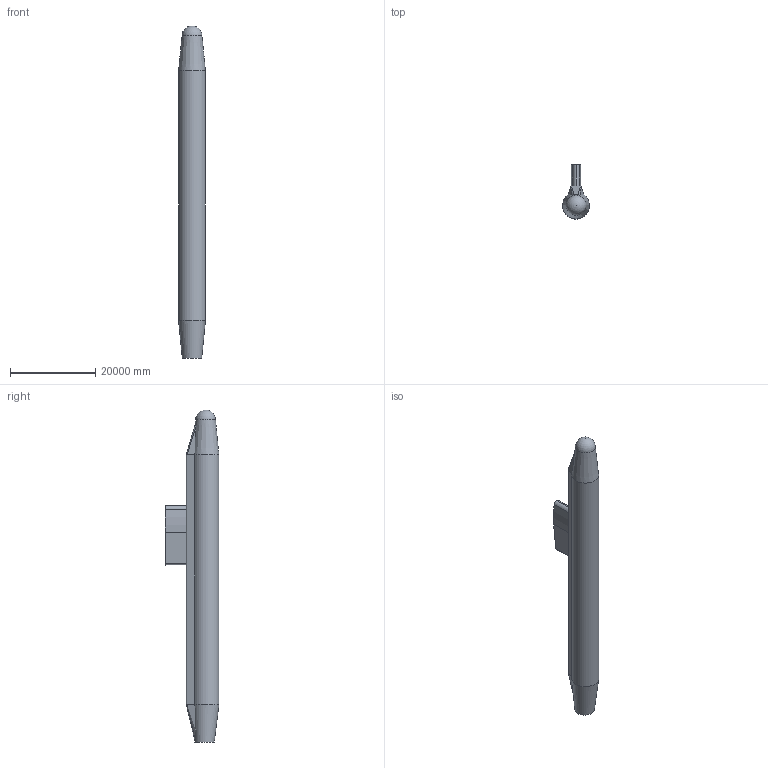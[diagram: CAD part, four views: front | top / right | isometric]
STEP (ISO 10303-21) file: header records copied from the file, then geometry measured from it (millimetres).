
FILE_DESCRIPTION(('Open CASCADE Model'),'2;1');
FILE_NAME('Open CASCADE Shape Model','2025-02-10T10:55:06',('Author'),( 'Open CASCADE'),'Open CASCADE STEP processor 7.5','Open CASCADE 7.5' ,'Unknown');
FILE_SCHEMA(('AUTOMOTIVE_DESIGN { 1 0 10303 214 1 1 1 1 }'));
Length unit declared in the file: metre
Products named in the file (9): Open CASCADE STEP translator 7.5 2; Open CASCADE STEP translator 7.5 2.1; Open CASCADE STEP translator 7.5 2.2; Open CASCADE STEP translator 7.5 2.3; Open CASCADE STEP translator 7.5 2.4; Open CASCADE STEP translator 7.5 2.5; Open CASCADE STEP translator 7.5 2.6; Open CASCADE STEP translator 7.5 2.7; Open CASCADE STEP translator 7.5 2.8
Assembly tree (8 placements, depth 2):
  Open CASCADE STEP translator 7.5 2
    Open CASCADE STEP translator 7.5 2.1
    Open CASCADE STEP translator 7.5 2.2
    Open CASCADE STEP translator 7.5 2.3
    Open CASCADE STEP translator 7.5 2.4
    Open CASCADE STEP translator 7.5 2.5
    Open CASCADE STEP translator 7.5 2.6
    Open CASCADE STEP translator 7.5 2.7
    Open CASCADE STEP translator 7.5 2.8
Bounding box: 6300 x 12692.91 x 78040.98 mm (x, y, z)
Volume: 2653594752426.5 mm3; surface area: 2606820916.5 mm2
Topology: 8 solids, 8 shells, 44 faces, 87 edges, 58 vertices
Faces by surface type: plane 21, bspline 13, cylinder 8, sphere 1, cone 1
Full cylindrical faces by diameter (mm): 6300 x1
Entity records: 2476 total; most frequent: CARTESIAN_POINT 568, DIRECTION 330, ORIENTED_EDGE 172, PCURVE 172, DEFINITIONAL_REPRESENTATION 172, LINE 163, VECTOR 163, EDGE_CURVE 86
